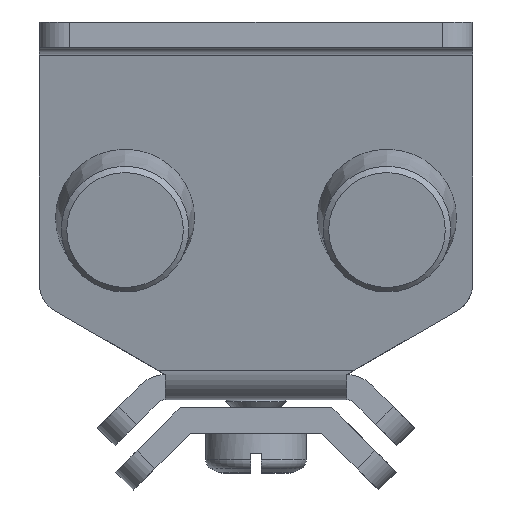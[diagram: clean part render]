
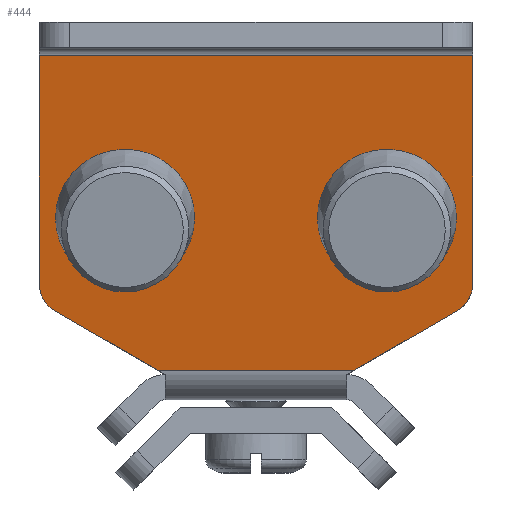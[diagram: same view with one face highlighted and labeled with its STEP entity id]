
A CAD part, front view. The second image highlights one B-rep face of the part: STEP entity #444.
In plain terms, the highlighted planar face has unit normal (0, -0.985, -0.174).
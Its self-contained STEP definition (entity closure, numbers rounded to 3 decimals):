
#444 = ADVANCED_FACE( '', ( #971, #972, #973 ), #974, .T. );
#971 = FACE_BOUND( '', #1606, .T. );
#972 = FACE_OUTER_BOUND( '', #1607, .T. );
#973 = FACE_BOUND( '', #1608, .T. );
#974 = PLANE( '', #1609 );
#1606 = EDGE_LOOP( '', ( #2718 ) );
#1607 = EDGE_LOOP( '', ( #2719, #2720, #2721, #2722, #2723, #2724, #2725, #2726 ) );
#1608 = EDGE_LOOP( '', ( #2727 ) );
#1609 = AXIS2_PLACEMENT_3D( '', #2728, #2729, #2730 );
#2718 = ORIENTED_EDGE( '', *, *, #3726, .F. );
#2719 = ORIENTED_EDGE( '', *, *, #3727, .F. );
#2720 = ORIENTED_EDGE( '', *, *, #3525, .T. );
#2721 = ORIENTED_EDGE( '', *, *, #3728, .F. );
#2722 = ORIENTED_EDGE( '', *, *, #3495, .F. );
#2723 = ORIENTED_EDGE( '', *, *, #3436, .T. );
#2724 = ORIENTED_EDGE( '', *, *, #3407, .T. );
#2725 = ORIENTED_EDGE( '', *, *, #3729, .F. );
#2726 = ORIENTED_EDGE( '', *, *, #3730, .T. );
#2727 = ORIENTED_EDGE( '', *, *, #3566, .F. );
#2728 = CARTESIAN_POINT( '', ( -21.5, -4.108, 6.192 ) );
#2729 = DIRECTION( '', ( 0., -0.985, -0.174 ) );
#2730 = DIRECTION( '', ( 0., 0.174, -0.985 ) );
#3407 = EDGE_CURVE( '', #4023, #4024, #4025, .T. );
#3436 = EDGE_CURVE( '', #4071, #4023, #4072, .T. );
#3495 = EDGE_CURVE( '', #4071, #4164, #4167, .T. );
#3525 = EDGE_CURVE( '', #4209, #4210, #4211, .T. );
#3566 = EDGE_CURVE( '', #4278, #4278, #4279, .T. );
#3726 = EDGE_CURVE( '', #4507, #4507, #4508, .T. );
#3727 = EDGE_CURVE( '', #4209, #4509, #4510, .T. );
#3728 = EDGE_CURVE( '', #4164, #4210, #4511, .T. );
#3729 = EDGE_CURVE( '', #4512, #4024, #4513, .T. );
#3730 = EDGE_CURVE( '', #4512, #4509, #4514, .T. );
#4023 = VERTEX_POINT( '', #5041 );
#4024 = VERTEX_POINT( '', #5042 );
#4025 = ELLIPSE( '', #5043, 3.046, 3. );
#4071 = VERTEX_POINT( '', #5126 );
#4072 = LINE( '', #5127, #5128 );
#4164 = VERTEX_POINT( '', #5280 );
#4167 = LINE( '', #5284, #5285 );
#4209 = VERTEX_POINT( '', #5337 );
#4210 = VERTEX_POINT( '', #5338 );
#4211 = ELLIPSE( '', #5339, 3.046, 3. );
#4278 = VERTEX_POINT( '', #5446 );
#4279 = CIRCLE( '', #5447, 4.2 );
#4507 = VERTEX_POINT( '', #5805 );
#4508 = CIRCLE( '', #5806, 4.2 );
#4509 = VERTEX_POINT( '', #5807 );
#4510 = LINE( '', #5808, #5809 );
#4511 = LINE( '', #5810, #5811 );
#4512 = VERTEX_POINT( '', #5812 );
#4513 = LINE( '', #5813, #5814 );
#4514 = LINE( '', #5815, #5816 );
#5041 = CARTESIAN_POINT( '', ( -21.5, -5.617, 14.749 ) );
#5042 = CARTESIAN_POINT( '', ( -20., -5.158, 12.151 ) );
#5043 = AXIS2_PLACEMENT_3D( '', #6159, #6160, #6161 );
#5126 = CARTESIAN_POINT( '', ( -21.5, -9.623, 37.474 ) );
#5127 = CARTESIAN_POINT( '', ( -21.5, -4.108, 6.192 ) );
#5128 = VECTOR( '', #6190, 1000. );
#5280 = CARTESIAN_POINT( '', ( 21.5, -9.623, 37.474 ) );
#5284 = CARTESIAN_POINT( '', ( -21.5, -9.623, 37.474 ) );
#5285 = VECTOR( '', #6273, 1000. );
#5337 = CARTESIAN_POINT( '', ( 20., -5.158, 12.151 ) );
#5338 = CARTESIAN_POINT( '', ( 21.5, -5.617, 14.749 ) );
#5339 = AXIS2_PLACEMENT_3D( '', #6311, #6312, #6313 );
#5446 = CARTESIAN_POINT( '', ( -13., -6.054, 17.23 ) );
#5447 = AXIS2_PLACEMENT_3D( '', #6366, #6367, #6368 );
#5805 = CARTESIAN_POINT( '', ( 13., -6.054, 17.23 ) );
#5806 = AXIS2_PLACEMENT_3D( '', #6562, #6563, #6564 );
#5807 = CARTESIAN_POINT( '', ( 9.679, -4.108, 6.192 ) );
#5808 = CARTESIAN_POINT( '', ( -13.525, -1.745, -7.205 ) );
#5809 = VECTOR( '', #6565, 1000. );
#5810 = CARTESIAN_POINT( '', ( 21.5, -4.108, 6.192 ) );
#5811 = VECTOR( '', #6566, 1000. );
#5812 = CARTESIAN_POINT( '', ( -9.679, -4.108, 6.192 ) );
#5813 = CARTESIAN_POINT( '', ( -18.476, -5.003, 11.271 ) );
#5814 = VECTOR( '', #6567, 1000. );
#5815 = CARTESIAN_POINT( '', ( -21.5, -4.108, 6.192 ) );
#5816 = VECTOR( '', #6568, 1000. );
#6159 = CARTESIAN_POINT( '', ( -18.5, -5.617, 14.749 ) );
#6160 = DIRECTION( '', ( 0., -0.985, -0.174 ) );
#6161 = DIRECTION( '', ( 0., -0.174, 0.985 ) );
#6190 = DIRECTION( '', ( 0., 0.174, -0.985 ) );
#6273 = DIRECTION( '', ( 1., 0., 0. ) );
#6311 = CARTESIAN_POINT( '', ( 18.5, -5.617, 14.749 ) );
#6312 = DIRECTION( '', ( 0., -0.985, -0.174 ) );
#6313 = DIRECTION( '', ( 0., 0.174, -0.985 ) );
#6366 = CARTESIAN_POINT( '', ( -13., -6.783, 21.366 ) );
#6367 = DIRECTION( '', ( 0., -0.985, -0.174 ) );
#6368 = DIRECTION( '', ( 0., 0.174, -0.985 ) );
#6562 = CARTESIAN_POINT( '', ( 13., -6.783, 21.366 ) );
#6563 = DIRECTION( '', ( 0., -0.985, -0.174 ) );
#6564 = DIRECTION( '', ( 0., 0.174, -0.985 ) );
#6565 = DIRECTION( '', ( -0.863, 0.088, -0.498 ) );
#6566 = DIRECTION( '', ( 0., 0.174, -0.985 ) );
#6567 = DIRECTION( '', ( -0.863, -0.088, 0.498 ) );
#6568 = DIRECTION( '', ( 1., 0., 0. ) );
